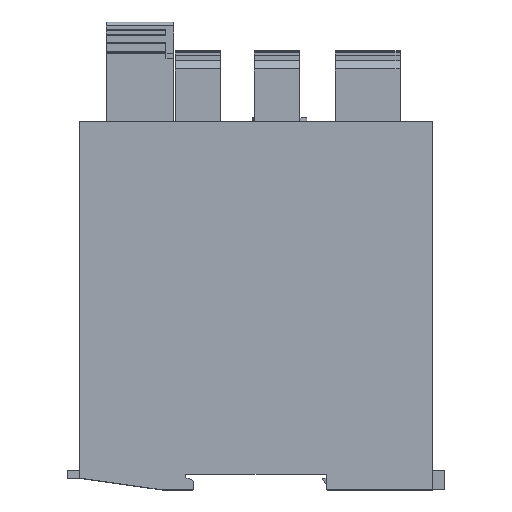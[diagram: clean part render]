
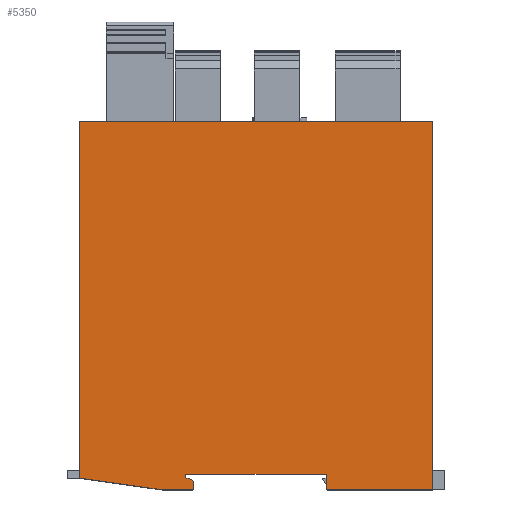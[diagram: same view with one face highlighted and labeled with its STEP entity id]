
A CAD part, top view. The second image highlights one B-rep face of the part: STEP entity #5350.
In plain terms, the highlighted planar face has unit normal (0, 0, 1).
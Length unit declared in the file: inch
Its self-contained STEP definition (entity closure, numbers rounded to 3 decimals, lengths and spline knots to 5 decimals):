
#12 = ORIENTED_EDGE ( 'NONE', *, *, #3722, .T. ) ;
#51 = DIRECTION ( 'NONE',  ( 0., 0., -1. ) ) ;
#267 = ORIENTED_EDGE ( 'NONE', *, *, #1896, .T. ) ;
#302 = LINE ( 'NONE', #2547, #4480 ) ;
#307 = PLANE ( 'NONE',  #7204 ) ;
#310 = DIRECTION ( 'NONE',  ( 0.99, -0.139, 0. ) ) ;
#360 = VERTEX_POINT ( 'NONE', #3139 ) ;
#421 = CARTESIAN_POINT ( 'NONE',  ( -0.70669, -0.03937, 1.65354 ) ) ;
#528 = VERTEX_POINT ( 'NONE', #2734 ) ;
#554 = CIRCLE ( 'NONE', #7226, 0.00787 ) ;
#594 = VECTOR ( 'NONE', #310, 39.37008 ) ;
#768 = VERTEX_POINT ( 'NONE', #6567 ) ;
#803 = EDGE_CURVE ( 'NONE', #2636, #4908, #554, .T. ) ;
#880 = DIRECTION ( 'NONE',  ( 0., 0., -1. ) ) ;
#882 = CARTESIAN_POINT ( 'NONE',  ( -1.76378, -0.15748, 1.65354 ) ) ;
#922 = DIRECTION ( 'NONE',  ( 1., 0., 0. ) ) ;
#936 = CARTESIAN_POINT ( 'NONE',  ( 0.70669, -0.03444, 1.65354 ) ) ;
#1011 = LINE ( 'NONE', #3252, #3273 ) ;
#1030 = DIRECTION ( 'NONE',  ( 0., 0., 1. ) ) ;
#1044 = EDGE_CURVE ( 'NONE', #3359, #4587, #2592, .T. ) ;
#1085 = EDGE_CURVE ( 'NONE', #1880, #4908, #2044, .T. ) ;
#1112 = ORIENTED_EDGE ( 'NONE', *, *, #1085, .T. ) ;
#1133 = CARTESIAN_POINT ( 'NONE',  ( -1.77165, -0.03444, 1.65354 ) ) ;
#1241 = EDGE_CURVE ( 'NONE', #2371, #3942, #1011, .T. ) ;
#1259 = CARTESIAN_POINT ( 'NONE',  ( -0.69882, -0.00787, 1.65354 ) ) ;
#1275 = CARTESIAN_POINT ( 'NONE',  ( -0.62795, -0.14961, 1.65354 ) ) ;
#1382 = DIRECTION ( 'NONE',  ( 0., -1., 0. ) ) ;
#1456 = EDGE_CURVE ( 'NONE', #6698, #2476, #302, .T. ) ;
#1504 = VECTOR ( 'NONE', #2022, 39.37008 ) ;
#1616 = CARTESIAN_POINT ( 'NONE',  ( -1.76378, -0.15748, 1.65354 ) ) ;
#1622 = CARTESIAN_POINT ( 'NONE',  ( -0.65713, -0.05265, 1.65354 ) ) ;
#1749 = ORIENTED_EDGE ( 'NONE', *, *, #3209, .T. ) ;
#1755 = DIRECTION ( 'NONE',  ( 1., 0., 0. ) ) ;
#1806 = CARTESIAN_POINT ( 'NONE',  ( -0.66732, -0.09068, 1.65354 ) ) ;
#1813 = DIRECTION ( 'NONE',  ( 1., 0., 0. ) ) ;
#1829 = LINE ( 'NONE', #1275, #7105 ) ;
#1834 = CARTESIAN_POINT ( 'NONE',  ( 0.70669, -0.14961, 1.65354 ) ) ;
#1880 = VERTEX_POINT ( 'NONE', #4732 ) ;
#1895 = CARTESIAN_POINT ( 'NONE',  ( -0.62795, -0.14961, 1.65354 ) ) ;
#1896 = EDGE_CURVE ( 'NONE', #4587, #528, #6967, .T. ) ;
#2022 = DIRECTION ( 'NONE',  ( -1., 0., 0. ) ) ;
#2041 = EDGE_CURVE ( 'NONE', #360, #2371, #4334, .T. ) ;
#2044 = LINE ( 'NONE', #936, #6562 ) ;
#2051 = ORIENTED_EDGE ( 'NONE', *, *, #4064, .F. ) ;
#2101 = CARTESIAN_POINT ( 'NONE',  ( 0.69882, -0.00787, 1.65354 ) ) ;
#2143 = VERTEX_POINT ( 'NONE', #2486 ) ;
#2173 = DIRECTION ( 'NONE',  ( 1., 0., 0. ) ) ;
#2246 = EDGE_CURVE ( 'NONE', #2143, #6640, #4035, .T. ) ;
#2371 = VERTEX_POINT ( 'NONE', #421 ) ;
#2385 = CIRCLE ( 'NONE', #5780, 0.03937 ) ;
#2476 = VERTEX_POINT ( 'NONE', #6186 ) ;
#2486 = CARTESIAN_POINT ( 'NONE',  ( -1.77165, 3.54331, 1.65354 ) ) ;
#2547 = CARTESIAN_POINT ( 'NONE',  ( 1.77165, -0.03444, 1.65354 ) ) ;
#2592 = LINE ( 'NONE', #4891, #594 ) ;
#2636 = VERTEX_POINT ( 'NONE', #3510 ) ;
#2674 = AXIS2_PLACEMENT_3D ( 'NONE', #2916, #51, #5003 ) ;
#2725 = CARTESIAN_POINT ( 'NONE',  ( -0.62795, -0.09068, 1.65354 ) ) ;
#2734 = CARTESIAN_POINT ( 'NONE',  ( -0.63583, -0.15748, 1.65354 ) ) ;
#2735 = ORIENTED_EDGE ( 'NONE', *, *, #3061, .T. ) ;
#2858 = AXIS2_PLACEMENT_3D ( 'NONE', #4330, #880, #6452 ) ;
#2916 = CARTESIAN_POINT ( 'NONE',  ( -1.76378, -0.03444, 1.65354 ) ) ;
#3061 = EDGE_CURVE ( 'NONE', #2476, #2143, #5281, .T. ) ;
#3109 = ORIENTED_EDGE ( 'NONE', *, *, #4282, .T. ) ;
#3139 = CARTESIAN_POINT ( 'NONE',  ( -0.65713, -0.05265, 1.65354 ) ) ;
#3209 = EDGE_CURVE ( 'NONE', #2636, #6698, #4868, .T. ) ;
#3252 = CARTESIAN_POINT ( 'NONE',  ( -0.70669, -0.03937, 1.65354 ) ) ;
#3273 = VECTOR ( 'NONE', #5481, 39.37008 ) ;
#3359 = VERTEX_POINT ( 'NONE', #4825 ) ;
#3452 = DIRECTION ( 'NONE',  ( 0., 0., -1. ) ) ;
#3457 = ORIENTED_EDGE ( 'NONE', *, *, #2246, .T. ) ;
#3510 = CARTESIAN_POINT ( 'NONE',  ( 0.71457, -0.15748, 1.65354 ) ) ;
#3534 = ORIENTED_EDGE ( 'NONE', *, *, #1241, .T. ) ;
#3593 = ORIENTED_EDGE ( 'NONE', *, *, #7132, .F. ) ;
#3722 = EDGE_CURVE ( 'NONE', #4173, #5429, #1829, .T. ) ;
#3796 = AXIS2_PLACEMENT_3D ( 'NONE', #2101, #5062, #7078 ) ;
#3857 = ORIENTED_EDGE ( 'NONE', *, *, #1456, .T. ) ;
#3868 = VECTOR ( 'NONE', #922, 39.37008 ) ;
#3942 = VERTEX_POINT ( 'NONE', #6503 ) ;
#4030 = CIRCLE ( 'NONE', #3796, 0.00787 ) ;
#4035 = LINE ( 'NONE', #6401, #6276 ) ;
#4064 = EDGE_CURVE ( 'NONE', #3359, #6640, #4079, .T. ) ;
#4079 = CIRCLE ( 'NONE', #2674, 0.00787 ) ;
#4149 = DIRECTION ( 'NONE',  ( 0., 0., -1. ) ) ;
#4159 = VECTOR ( 'NONE', #1755, 39.37008 ) ;
#4173 = VERTEX_POINT ( 'NONE', #1895 ) ;
#4282 = EDGE_CURVE ( 'NONE', #4396, #1880, #4030, .T. ) ;
#4322 = ORIENTED_EDGE ( 'NONE', *, *, #6960, .T. ) ;
#4330 = CARTESIAN_POINT ( 'NONE',  ( -0.63583, -0.14961, 1.65354 ) ) ;
#4334 = LINE ( 'NONE', #1622, #4909 ) ;
#4396 = VERTEX_POINT ( 'NONE', #6853 ) ;
#4436 = EDGE_CURVE ( 'NONE', #360, #5429, #2385, .T. ) ;
#4443 = FACE_OUTER_BOUND ( 'NONE', #6940, .T. ) ;
#4480 = VECTOR ( 'NONE', #7006, 39.37008 ) ;
#4535 = LINE ( 'NONE', #6765, #4159 ) ;
#4587 = VERTEX_POINT ( 'NONE', #4721 ) ;
#4611 = DIRECTION ( 'NONE',  ( 0., 1., 0. ) ) ;
#4721 = CARTESIAN_POINT ( 'NONE',  ( -0.94488, -0.15748, 1.65354 ) ) ;
#4732 = CARTESIAN_POINT ( 'NONE',  ( 0.70669, -0.00787, 1.65354 ) ) ;
#4825 = CARTESIAN_POINT ( 'NONE',  ( -1.76488, -0.04224, 1.65354 ) ) ;
#4837 = CIRCLE ( 'NONE', #2858, 0.00787 ) ;
#4840 = DIRECTION ( 'NONE',  ( 0., 0., -1. ) ) ;
#4868 = LINE ( 'NONE', #1616, #5479 ) ;
#4891 = CARTESIAN_POINT ( 'NONE',  ( -1.76488, -0.04224, 1.65354 ) ) ;
#4908 = VERTEX_POINT ( 'NONE', #1834 ) ;
#4909 = VECTOR ( 'NONE', #7191, 39.37008 ) ;
#5003 = DIRECTION ( 'NONE',  ( 1., 0., 0. ) ) ;
#5062 = DIRECTION ( 'NONE',  ( 0., 0., -1. ) ) ;
#5206 = DIRECTION ( 'NONE',  ( 1., 0., 0. ) ) ;
#5221 = EDGE_CURVE ( 'NONE', #768, #4396, #4535, .T. ) ;
#5279 = ORIENTED_EDGE ( 'NONE', *, *, #2041, .T. ) ;
#5281 = LINE ( 'NONE', #6412, #1504 ) ;
#5350 = ADVANCED_FACE ( 'NONE', ( #4443 ), #307, .T. ) ;
#5408 = ORIENTED_EDGE ( 'NONE', *, *, #4436, .F. ) ;
#5429 = VERTEX_POINT ( 'NONE', #2725 ) ;
#5435 = CARTESIAN_POINT ( 'NONE',  ( 1.77165, -0.15748, 1.65354 ) ) ;
#5479 = VECTOR ( 'NONE', #7103, 39.37008 ) ;
#5481 = DIRECTION ( 'NONE',  ( 0., 1., 0. ) ) ;
#5780 = AXIS2_PLACEMENT_3D ( 'NONE', #1806, #3452, #5206 ) ;
#5847 = ORIENTED_EDGE ( 'NONE', *, *, #1044, .T. ) ;
#5926 = DIRECTION ( 'NONE',  ( 0., -1., 0. ) ) ;
#6125 = ORIENTED_EDGE ( 'NONE', *, *, #803, .F. ) ;
#6186 = CARTESIAN_POINT ( 'NONE',  ( 1.77165, 3.54331, 1.65354 ) ) ;
#6208 = AXIS2_PLACEMENT_3D ( 'NONE', #1259, #4149, #1813 ) ;
#6276 = VECTOR ( 'NONE', #1382, 39.37008 ) ;
#6401 = CARTESIAN_POINT ( 'NONE',  ( -1.77165, -0.03444, 1.65354 ) ) ;
#6412 = CARTESIAN_POINT ( 'NONE',  ( -1.76378, 3.54331, 1.65354 ) ) ;
#6419 = DIRECTION ( 'NONE',  ( 1., 0., 0. ) ) ;
#6429 = CIRCLE ( 'NONE', #6208, 0.00787 ) ;
#6452 = DIRECTION ( 'NONE',  ( 1., 0., 0. ) ) ;
#6503 = CARTESIAN_POINT ( 'NONE',  ( -0.70669, -0.00787, 1.65354 ) ) ;
#6562 = VECTOR ( 'NONE', #5926, 39.37008 ) ;
#6567 = CARTESIAN_POINT ( 'NONE',  ( -0.69882, 0., 1.65354 ) ) ;
#6640 = VERTEX_POINT ( 'NONE', #1133 ) ;
#6698 = VERTEX_POINT ( 'NONE', #5435 ) ;
#6765 = CARTESIAN_POINT ( 'NONE',  ( -1.76378, 0., 1.65354 ) ) ;
#6853 = CARTESIAN_POINT ( 'NONE',  ( 0.69882, 0., 1.65354 ) ) ;
#6940 = EDGE_LOOP ( 'NONE', ( #3857, #2735, #3457, #2051, #5847, #267, #3593, #12, #5408, #5279, #3534, #4322, #7039, #3109, #1112, #6125, #1749 ) ) ;
#6960 = EDGE_CURVE ( 'NONE', #3942, #768, #6429, .T. ) ;
#6967 = LINE ( 'NONE', #882, #3868 ) ;
#7006 = DIRECTION ( 'NONE',  ( 0., 1., 0. ) ) ;
#7012 = CARTESIAN_POINT ( 'NONE',  ( -1.76378, -0.03444, 1.65354 ) ) ;
#7039 = ORIENTED_EDGE ( 'NONE', *, *, #5221, .T. ) ;
#7078 = DIRECTION ( 'NONE',  ( 1., 0., 0. ) ) ;
#7103 = DIRECTION ( 'NONE',  ( 1., 0., 0. ) ) ;
#7105 = VECTOR ( 'NONE', #4611, 39.37008 ) ;
#7109 = CARTESIAN_POINT ( 'NONE',  ( 0.71457, -0.14961, 1.65354 ) ) ;
#7132 = EDGE_CURVE ( 'NONE', #4173, #528, #4837, .T. ) ;
#7191 = DIRECTION ( 'NONE',  ( -0.966, 0.259, 0. ) ) ;
#7204 = AXIS2_PLACEMENT_3D ( 'NONE', #7012, #1030, #2173 ) ;
#7226 = AXIS2_PLACEMENT_3D ( 'NONE', #7109, #4840, #6419 ) ;
